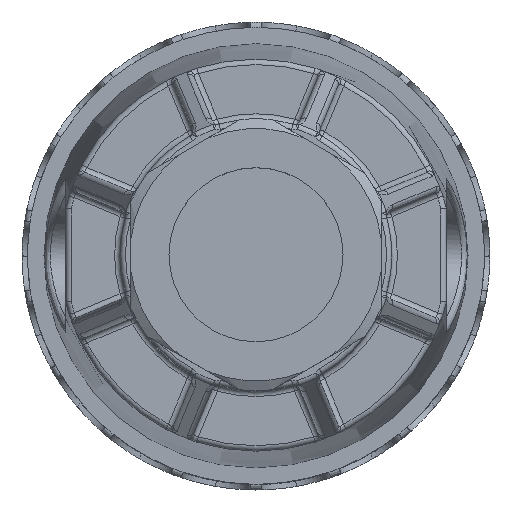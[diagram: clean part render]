
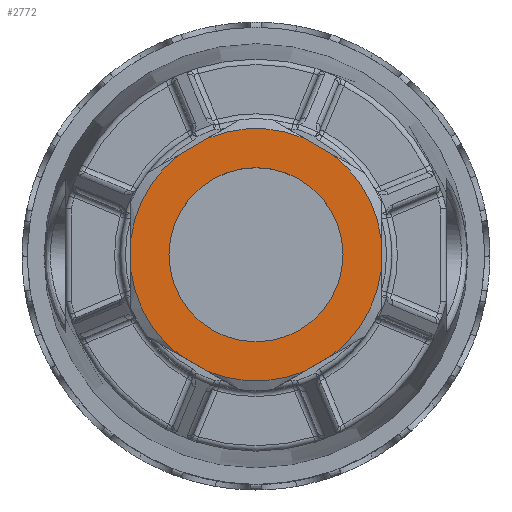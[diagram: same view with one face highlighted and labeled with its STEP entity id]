
A CAD part, top view. The second image highlights one B-rep face of the part: STEP entity #2772.
In plain terms, the highlighted planar face has unit normal (0, 0, 1).
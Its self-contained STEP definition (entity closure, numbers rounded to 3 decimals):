
#898=FACE_BOUND('',#5577,.T.);
#899=FACE_BOUND('',#5578,.T.);
#1621=PLANE('',#24173);
#2772=ADVANCED_FACE('',(#898,#899),#1621,.T.);
#5577=EDGE_LOOP('',(#11749,#11750,#11751,#11752,#11753,#11754,#11755,#11756,
#11757,#11758,#11759,#11760));
#5578=EDGE_LOOP('',(#11761));
#6480=CIRCLE('',#24155,8.);
#6481=CIRCLE('',#24157,11.6);
#6483=CIRCLE('',#24160,11.6);
#6485=CIRCLE('',#24163,11.6);
#6487=CIRCLE('',#24166,11.6);
#6490=CIRCLE('',#24170,11.6);
#6491=CIRCLE('',#24172,11.6);
#11749=ORIENTED_EDGE('',*,*,#18185,.F.);
#11750=ORIENTED_EDGE('',*,*,#18186,.T.);
#11751=ORIENTED_EDGE('',*,*,#18187,.F.);
#11752=ORIENTED_EDGE('',*,*,#18165,.T.);
#11753=ORIENTED_EDGE('',*,*,#18188,.F.);
#11754=ORIENTED_EDGE('',*,*,#18169,.T.);
#11755=ORIENTED_EDGE('',*,*,#18189,.F.);
#11756=ORIENTED_EDGE('',*,*,#18173,.T.);
#11757=ORIENTED_EDGE('',*,*,#18190,.F.);
#11758=ORIENTED_EDGE('',*,*,#18177,.T.);
#11759=ORIENTED_EDGE('',*,*,#18191,.F.);
#11760=ORIENTED_EDGE('',*,*,#18183,.T.);
#11761=ORIENTED_EDGE('',*,*,#18164,.T.);
#15062=VERTEX_POINT('',#40344);
#15063=VERTEX_POINT('',#40347);
#15064=VERTEX_POINT('',#40348);
#15067=VERTEX_POINT('',#40362);
#15068=VERTEX_POINT('',#40363);
#15071=VERTEX_POINT('',#40377);
#15072=VERTEX_POINT('',#40378);
#15075=VERTEX_POINT('',#40392);
#15076=VERTEX_POINT('',#40393);
#15081=VERTEX_POINT('',#40413);
#15082=VERTEX_POINT('',#40415);
#15083=VERTEX_POINT('',#40422);
#15084=VERTEX_POINT('',#40424);
#18164=EDGE_CURVE('',#15062,#15062,#6480,.T.);
#18165=EDGE_CURVE('',#15063,#15064,#6481,.T.);
#18169=EDGE_CURVE('',#15067,#15068,#6483,.T.);
#18173=EDGE_CURVE('',#15071,#15072,#6485,.T.);
#18177=EDGE_CURVE('',#15075,#15076,#6487,.T.);
#18183=EDGE_CURVE('',#15082,#15081,#6490,.T.);
#18185=EDGE_CURVE('',#15083,#15081,#20394,.T.);
#18186=EDGE_CURVE('',#15083,#15084,#6491,.T.);
#18187=EDGE_CURVE('',#15063,#15084,#20395,.T.);
#18188=EDGE_CURVE('',#15067,#15064,#20396,.T.);
#18189=EDGE_CURVE('',#15071,#15068,#20397,.T.);
#18190=EDGE_CURVE('',#15075,#15072,#20398,.T.);
#18191=EDGE_CURVE('',#15082,#15076,#20399,.T.);
#20394=LINE('',#40421,#22267);
#20395=LINE('',#40425,#22268);
#20396=LINE('',#40426,#22269);
#20397=LINE('',#40427,#22270);
#20398=LINE('',#40428,#22271);
#20399=LINE('',#40429,#22272);
#22267=VECTOR('',#28944,1.);
#22268=VECTOR('',#28947,1.);
#22269=VECTOR('',#28948,1.);
#22270=VECTOR('',#28949,1.);
#22271=VECTOR('',#28950,1.);
#22272=VECTOR('',#28951,1.);
#24155=AXIS2_PLACEMENT_3D('',#40343,#28910,#28911);
#24157=AXIS2_PLACEMENT_3D('',#40346,#28914,#28915);
#24160=AXIS2_PLACEMENT_3D('',#40361,#28920,#28921);
#24163=AXIS2_PLACEMENT_3D('',#40376,#28926,#28927);
#24166=AXIS2_PLACEMENT_3D('',#40391,#28932,#28933);
#24170=AXIS2_PLACEMENT_3D('',#40414,#28940,#28941);
#24172=AXIS2_PLACEMENT_3D('',#40423,#28945,#28946);
#24173=AXIS2_PLACEMENT_3D('',#40430,#28952,#28953);
#28910=DIRECTION('',(0.,0.,-1.));
#28911=DIRECTION('',(0.5,0.866,0.));
#28914=DIRECTION('',(0.,0.,1.));
#28915=DIRECTION('',(-0.5,-0.866,0.));
#28920=DIRECTION('',(0.,0.,1.));
#28921=DIRECTION('',(-0.5,-0.866,0.));
#28926=DIRECTION('',(0.,0.,1.));
#28927=DIRECTION('',(-0.5,-0.866,0.));
#28932=DIRECTION('',(0.,0.,1.));
#28933=DIRECTION('',(-0.5,-0.866,0.));
#28940=DIRECTION('',(0.,0.,1.));
#28941=DIRECTION('',(-0.5,-0.866,0.));
#28944=DIRECTION('',(0.,-1.,0.));
#28945=DIRECTION('',(0.,0.,1.));
#28946=DIRECTION('',(-0.5,-0.866,0.));
#28947=DIRECTION('',(0.866,-0.5,0.));
#28948=DIRECTION('',(0.866,0.5,0.));
#28949=DIRECTION('',(0.,1.,0.));
#28950=DIRECTION('',(-0.866,0.5,0.));
#28951=DIRECTION('',(-0.866,-0.5,0.));
#28952=DIRECTION('',(0.,0.,1.));
#28953=DIRECTION('',(-0.5,-0.866,0.));
#40343=CARTESIAN_POINT('',(0.,0.,
91.85));
#40344=CARTESIAN_POINT('',(4.,6.928,91.85));
#40346=CARTESIAN_POINT('',(0.,0.,
91.85));
#40347=CARTESIAN_POINT('',(4.434,10.719,91.85));
#40348=CARTESIAN_POINT('',(-4.434,10.719,91.85));
#40361=CARTESIAN_POINT('',(0.,0.,
91.85));
#40362=CARTESIAN_POINT('',(-7.066,9.199,91.85));
#40363=CARTESIAN_POINT('',(-11.5,1.52,91.85));
#40376=CARTESIAN_POINT('',(0.,0.,
91.85));
#40377=CARTESIAN_POINT('',(-11.5,-1.52,91.85));
#40378=CARTESIAN_POINT('',(-7.066,-9.199,91.85));
#40391=CARTESIAN_POINT('',(0.,0.,
91.85));
#40392=CARTESIAN_POINT('',(-4.434,-10.719,91.85));
#40393=CARTESIAN_POINT('',(4.434,-10.719,91.85));
#40413=CARTESIAN_POINT('',(11.5,-1.52,91.85));
#40414=CARTESIAN_POINT('',(0.,0.,
91.85));
#40415=CARTESIAN_POINT('',(7.066,-9.199,91.85));
#40421=CARTESIAN_POINT('',(11.5,4.899,91.85));
#40422=CARTESIAN_POINT('',(11.5,1.52,91.85));
#40423=CARTESIAN_POINT('',(0.,0.,
91.85));
#40424=CARTESIAN_POINT('',(7.066,9.199,91.85));
#40425=CARTESIAN_POINT('',(1.507,12.409,91.85));
#40426=CARTESIAN_POINT('',(-9.993,7.51,91.85));
#40427=CARTESIAN_POINT('',(-11.5,-4.899,91.85));
#40428=CARTESIAN_POINT('',(-1.507,-12.409,91.85));
#40429=CARTESIAN_POINT('',(9.993,-7.51,91.85));
#40430=CARTESIAN_POINT('',(6.25,10.825,91.85));
